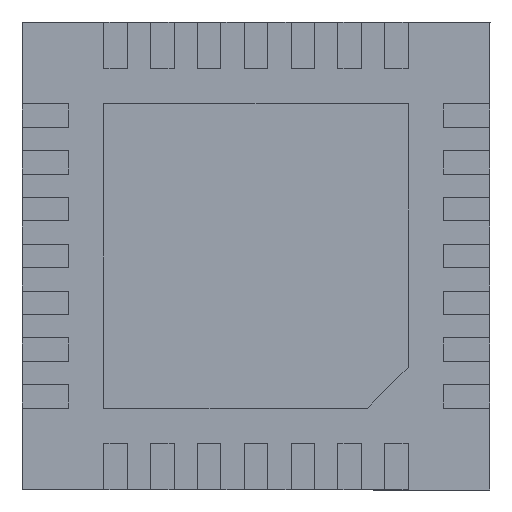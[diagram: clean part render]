
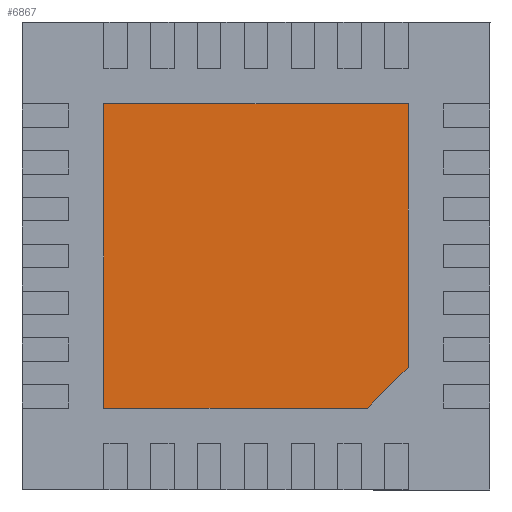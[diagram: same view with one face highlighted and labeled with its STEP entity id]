
A CAD part, front view. The second image highlights one B-rep face of the part: STEP entity #6867.
In plain terms, the highlighted planar face has unit normal (0, -1, 0).
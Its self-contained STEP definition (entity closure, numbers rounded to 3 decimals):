
#51 = VECTOR ( 'NONE', #2918, 1000. ) ;
#111 = ORIENTED_EDGE ( 'NONE', *, *, #7118, .T. ) ;
#408 = LINE ( 'NONE', #857, #3908 ) ;
#706 = VECTOR ( 'NONE', #8552, 1000. ) ;
#857 = CARTESIAN_POINT ( 'NONE',  ( 1.3, -0.05, 1.3 ) ) ;
#872 = VERTEX_POINT ( 'NONE', #4269 ) ;
#875 = CARTESIAN_POINT ( 'NONE',  ( 0.95, -0.05, -1.3 ) ) ;
#1066 = AXIS2_PLACEMENT_3D ( 'NONE', #3531, #3506, #1485 ) ;
#1485 = DIRECTION ( 'NONE',  ( 0., 0., -1. ) ) ;
#1614 = VERTEX_POINT ( 'NONE', #2521 ) ;
#1922 = EDGE_CURVE ( 'NONE', #6685, #2865, #4433, .T. ) ;
#2123 = CARTESIAN_POINT ( 'NONE',  ( 1.3, -0.05, -0.95 ) ) ;
#2254 = DIRECTION ( 'NONE',  ( -1., 0., 0. ) ) ;
#2359 = LINE ( 'NONE', #7130, #51 ) ;
#2521 = CARTESIAN_POINT ( 'NONE',  ( -1.3, -0.05, 1.3 ) ) ;
#2559 = LINE ( 'NONE', #5043, #8497 ) ;
#2865 = VERTEX_POINT ( 'NONE', #2123 ) ;
#2918 = DIRECTION ( 'NONE',  ( 1., 0., 0. ) ) ;
#3145 = VECTOR ( 'NONE', #7248, 1000. ) ;
#3398 = VERTEX_POINT ( 'NONE', #6045 ) ;
#3506 = DIRECTION ( 'NONE',  ( 0., -1., 0. ) ) ;
#3527 = ORIENTED_EDGE ( 'NONE', *, *, #6433, .T. ) ;
#3531 = CARTESIAN_POINT ( 'NONE',  ( 0., -0.05, 0. ) ) ;
#3588 = LINE ( 'NONE', #8033, #3145 ) ;
#3908 = VECTOR ( 'NONE', #2254, 1000. ) ;
#4269 = CARTESIAN_POINT ( 'NONE',  ( -1.3, -0.05, -1.3 ) ) ;
#4433 = LINE ( 'NONE', #6540, #706 ) ;
#4532 = EDGE_CURVE ( 'NONE', #2865, #3398, #2559, .T. ) ;
#4909 = EDGE_LOOP ( 'NONE', ( #7620, #3527, #7977, #111, #7693 ) ) ;
#4979 = FACE_OUTER_BOUND ( 'NONE', #4909, .T. ) ;
#5043 = CARTESIAN_POINT ( 'NONE',  ( 1.3, -0.05, -0.95 ) ) ;
#5986 = EDGE_CURVE ( 'NONE', #1614, #872, #3588, .T. ) ;
#6045 = CARTESIAN_POINT ( 'NONE',  ( 1.3, -0.05, 1.3 ) ) ;
#6407 = PLANE ( 'NONE',  #1066 ) ;
#6433 = EDGE_CURVE ( 'NONE', #3398, #1614, #408, .T. ) ;
#6540 = CARTESIAN_POINT ( 'NONE',  ( 0.95, -0.05, -1.3 ) ) ;
#6685 = VERTEX_POINT ( 'NONE', #875 ) ;
#6867 = ADVANCED_FACE ( 'NONE', ( #4979 ), #6407, .T. ) ;
#7118 = EDGE_CURVE ( 'NONE', #872, #6685, #2359, .T. ) ;
#7130 = CARTESIAN_POINT ( 'NONE',  ( -1.3, -0.05, -1.3 ) ) ;
#7178 = DIRECTION ( 'NONE',  ( 0., 0., 1. ) ) ;
#7248 = DIRECTION ( 'NONE',  ( 0., 0., -1. ) ) ;
#7620 = ORIENTED_EDGE ( 'NONE', *, *, #4532, .T. ) ;
#7693 = ORIENTED_EDGE ( 'NONE', *, *, #1922, .T. ) ;
#7977 = ORIENTED_EDGE ( 'NONE', *, *, #5986, .T. ) ;
#8033 = CARTESIAN_POINT ( 'NONE',  ( -1.3, -0.05, 1.3 ) ) ;
#8497 = VECTOR ( 'NONE', #7178, 1000. ) ;
#8552 = DIRECTION ( 'NONE',  ( 0.707, 0., 0.707 ) ) ;
